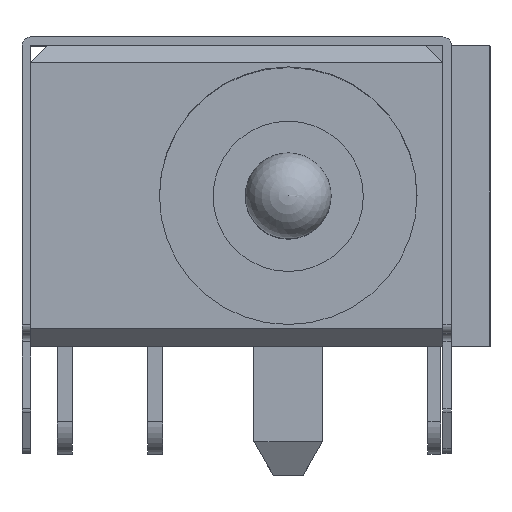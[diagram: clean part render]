
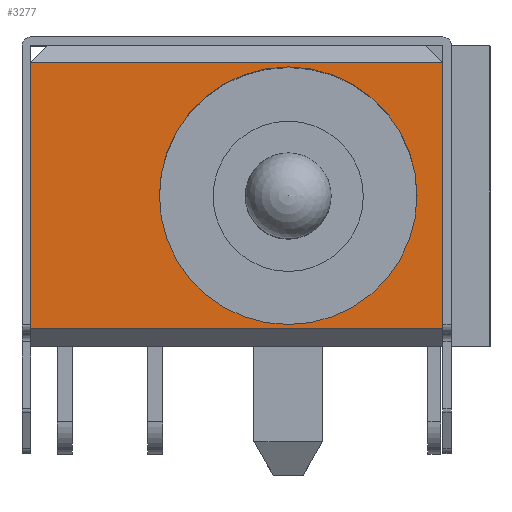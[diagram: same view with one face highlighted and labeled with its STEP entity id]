
A CAD part, top view. The second image highlights one B-rep face of the part: STEP entity #3277.
In plain terms, the highlighted planar face has unit normal (0, 0, 1).
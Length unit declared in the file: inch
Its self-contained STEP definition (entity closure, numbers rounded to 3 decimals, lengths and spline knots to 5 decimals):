
#12 = VERTEX_POINT ( 'NONE', #2291 ) ;
#105 = DIRECTION ( 'NONE',  ( 1., 0., 0. ) ) ;
#251 = LINE ( 'NONE', #3689, #10332 ) ;
#260 = CARTESIAN_POINT ( 'NONE',  ( -0.23622, 0.12205, 0. ) ) ;
#359 = AXIS2_PLACEMENT_3D ( 'NONE', #5298, #4490, #8605 ) ;
#451 = DIRECTION ( 'NONE',  ( 0., 1., 0. ) ) ;
#583 = DIRECTION ( 'NONE',  ( 1., 0., 0. ) ) ;
#899 = VERTEX_POINT ( 'NONE', #7130 ) ;
#1063 = DIRECTION ( 'NONE',  ( 0., 0., 1. ) ) ;
#1139 = ORIENTED_EDGE ( 'NONE', *, *, #4760, .F. ) ;
#1391 = VECTOR ( 'NONE', #451, 39.37008 ) ;
#1504 = EDGE_CURVE ( 'NONE', #4359, #5986, #7858, .T. ) ;
#1589 = EDGE_LOOP ( 'NONE', ( #5605, #5791, #6131, #4158 ) ) ;
#2031 = EDGE_CURVE ( 'NONE', #12, #4359, #251, .T. ) ;
#2291 = CARTESIAN_POINT ( 'NONE',  ( -0.23622, -0.12205, 0. ) ) ;
#2705 = CARTESIAN_POINT ( 'NONE',  ( 0.11811, 0., 0. ) ) ;
#3145 = CARTESIAN_POINT ( 'NONE',  ( 0., 0., 0. ) ) ;
#3277 = ADVANCED_FACE ( 'NONE', ( #9481, #7093 ), #8556, .T. ) ;
#3689 = CARTESIAN_POINT ( 'NONE',  ( 0.14173, -0.12205, 0. ) ) ;
#4133 = CIRCLE ( 'NONE', #8857, 0.11811 ) ;
#4158 = ORIENTED_EDGE ( 'NONE', *, *, #8755, .T. ) ;
#4337 = DIRECTION ( 'NONE',  ( 0., 1., 0. ) ) ;
#4359 = VERTEX_POINT ( 'NONE', #6431 ) ;
#4454 = LINE ( 'NONE', #260, #6641 ) ;
#4490 = DIRECTION ( 'NONE',  ( 0., 0., 1. ) ) ;
#4637 = CARTESIAN_POINT ( 'NONE',  ( 0.14173, -0.1378, 0. ) ) ;
#4760 = EDGE_CURVE ( 'NONE', #899, #9214, #4133, .T. ) ;
#5298 = CARTESIAN_POINT ( 'NONE',  ( 0.14173, -0.1378, 0. ) ) ;
#5605 = ORIENTED_EDGE ( 'NONE', *, *, #9172, .F. ) ;
#5791 = ORIENTED_EDGE ( 'NONE', *, *, #2031, .T. ) ;
#5986 = VERTEX_POINT ( 'NONE', #8590 ) ;
#6131 = ORIENTED_EDGE ( 'NONE', *, *, #1504, .T. ) ;
#6431 = CARTESIAN_POINT ( 'NONE',  ( 0.14173, -0.12205, 0. ) ) ;
#6641 = VECTOR ( 'NONE', #8677, 39.37008 ) ;
#6809 = CARTESIAN_POINT ( 'NONE',  ( 0., 0., 0. ) ) ;
#6834 = LINE ( 'NONE', #8545, #9932 ) ;
#7093 = FACE_OUTER_BOUND ( 'NONE', #1589, .T. ) ;
#7130 = CARTESIAN_POINT ( 'NONE',  ( -0.11811, 0., 0. ) ) ;
#7858 = LINE ( 'NONE', #4637, #1391 ) ;
#8006 = CIRCLE ( 'NONE', #8894, 0.11811 ) ;
#8545 = CARTESIAN_POINT ( 'NONE',  ( -0.23622, -0.1378, 0. ) ) ;
#8556 = PLANE ( 'NONE',  #359 ) ;
#8590 = CARTESIAN_POINT ( 'NONE',  ( 0.14173, 0.12205, 0. ) ) ;
#8599 = EDGE_CURVE ( 'NONE', #9214, #899, #8006, .T. ) ;
#8605 = DIRECTION ( 'NONE',  ( 1., 0., 0. ) ) ;
#8677 = DIRECTION ( 'NONE',  ( -1., 0., 0. ) ) ;
#8755 = EDGE_CURVE ( 'NONE', #5986, #9959, #4454, .T. ) ;
#8857 = AXIS2_PLACEMENT_3D ( 'NONE', #3145, #9764, #583 ) ;
#8894 = AXIS2_PLACEMENT_3D ( 'NONE', #6809, #1063, #105 ) ;
#9020 = ORIENTED_EDGE ( 'NONE', *, *, #8599, .F. ) ;
#9100 = CARTESIAN_POINT ( 'NONE',  ( -0.23622, 0.12205, 0. ) ) ;
#9172 = EDGE_CURVE ( 'NONE', #12, #9959, #6834, .T. ) ;
#9214 = VERTEX_POINT ( 'NONE', #2705 ) ;
#9481 = FACE_BOUND ( 'NONE', #10669, .T. ) ;
#9764 = DIRECTION ( 'NONE',  ( 0., 0., 1. ) ) ;
#9932 = VECTOR ( 'NONE', #4337, 39.37008 ) ;
#9959 = VERTEX_POINT ( 'NONE', #9100 ) ;
#10332 = VECTOR ( 'NONE', #10418, 39.37008 ) ;
#10418 = DIRECTION ( 'NONE',  ( 1., 0., 0. ) ) ;
#10669 = EDGE_LOOP ( 'NONE', ( #9020, #1139 ) ) ;
